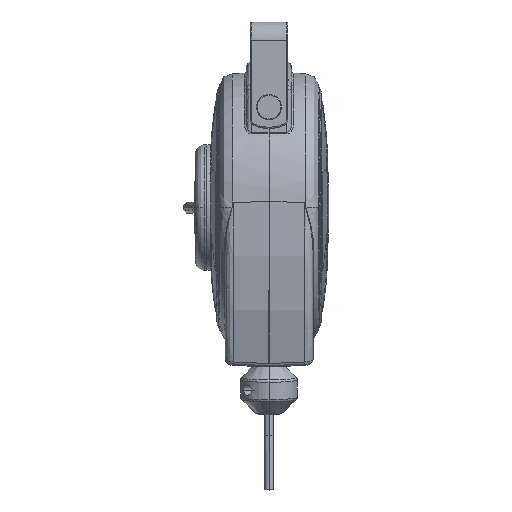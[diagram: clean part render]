
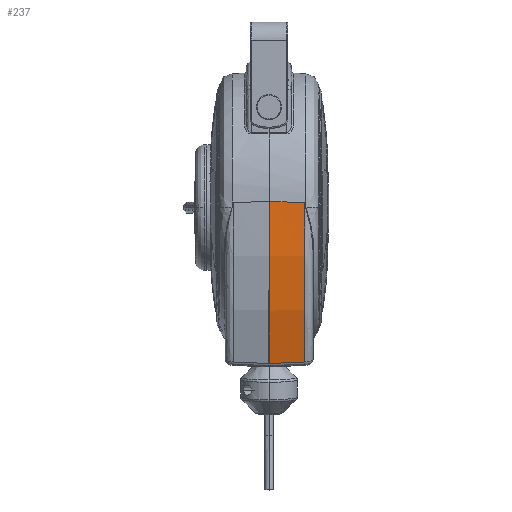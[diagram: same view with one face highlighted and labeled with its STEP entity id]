
A CAD part, top view. The second image highlights one B-rep face of the part: STEP entity #237.
In plain terms, the highlighted free-form (B-spline) face has degree [2, 1] with [9, 2] control points.
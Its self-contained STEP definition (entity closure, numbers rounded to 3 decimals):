
#237=ADVANCED_FACE('',(#713),#7303,.T.);
#713=FACE_OUTER_BOUND('',#1196,.T.);
#1196=EDGE_LOOP('',(#2046,#2047,#2048,#2049,#2050));
#2046=ORIENTED_EDGE('',*,*,#4161,.T.);
#2047=ORIENTED_EDGE('',*,*,#4126,.T.);
#2048=ORIENTED_EDGE('',*,*,#4158,.F.);
#2049=ORIENTED_EDGE('',*,*,#4189,.T.);
#2050=ORIENTED_EDGE('',*,*,#4160,.T.);
#4126=EDGE_CURVE('',#6546,#6522,#5265,.T.);
#4158=EDGE_CURVE('',#6574,#6522,#5279,.T.);
#4160=EDGE_CURVE('',#6576,#6575,#5982,.T.);
#4161=EDGE_CURVE('',#6575,#6546,#5281,.T.);
#4189=EDGE_CURVE('',#6574,#6576,#5990,.T.);
#5265=(
BOUNDED_CURVE()
B_SPLINE_CURVE(3,(#12836,#12837,#12838,#12839),.UNSPECIFIED.,.F.,.F.)
B_SPLINE_CURVE_WITH_KNOTS((4,4),(0.,1.),.UNSPECIFIED.)
CURVE()
GEOMETRIC_REPRESENTATION_ITEM()
RATIONAL_B_SPLINE_CURVE((1.,1.,1.,1.))
REPRESENTATION_ITEM('')
);
#5279=(
BOUNDED_CURVE()
B_SPLINE_CURVE(2,(#12977,#12978,#12979),.UNSPECIFIED.,.F.,.F.)
B_SPLINE_CURVE_WITH_KNOTS((3,3),(0.,128.638),.UNSPECIFIED.)
CURVE()
GEOMETRIC_REPRESENTATION_ITEM()
RATIONAL_B_SPLINE_CURVE((1.,0.984,1.))
REPRESENTATION_ITEM('')
);
#5281=(
BOUNDED_CURVE()
B_SPLINE_CURVE(2,(#12985,#12986,#12987),.UNSPECIFIED.,.F.,.F.)
B_SPLINE_CURVE_WITH_KNOTS((3,3),(-130.81,0.),.UNSPECIFIED.)
CURVE()
GEOMETRIC_REPRESENTATION_ITEM()
RATIONAL_B_SPLINE_CURVE((1.,0.984,1.))
REPRESENTATION_ITEM('')
);
#5982=B_SPLINE_CURVE_WITH_KNOTS('',1,(#12983,#12984),.UNSPECIFIED.,.F.,
 .F.,(2,2),(-1.,0.),.UNSPECIFIED.);
#5990=B_SPLINE_CURVE_WITH_KNOTS('',3,(#13114,#13115,#13116,#13117),
 .UNSPECIFIED.,.F.,.F.,(4,4),(0.,1.),.UNSPECIFIED.);
#6522=VERTEX_POINT('',#11842);
#6546=VERTEX_POINT('',#11866);
#6574=VERTEX_POINT('',#11894);
#6575=VERTEX_POINT('',#11895);
#6576=VERTEX_POINT('',#11896);
#7303=(
BOUNDED_SURFACE()
B_SPLINE_SURFACE(2,1,((#9843,#9844),(#9845,#9846),(#9847,#9848),(#9849,
#9850),(#9851,#9852),(#9853,#9854),(#9855,#9856),(#9857,#9858),(#9859,#9860)),
 .UNSPECIFIED.,.T.,.F.,.F.)
B_SPLINE_SURFACE_WITH_KNOTS((3,2,2,2,3),(2,2),(0.,565.707,1131.415,
1697.122,2262.83),(0.,36.316),.UNSPECIFIED.)
GEOMETRIC_REPRESENTATION_ITEM()
RATIONAL_B_SPLINE_SURFACE(((1.,1.),(0.707,0.707),
(1.,1.),(0.707,0.707),(1.,1.),(0.707,
0.707),(1.,1.),(0.707,0.707),(1.,1.)))
REPRESENTATION_ITEM('')
SURFACE()
);
#9843=CARTESIAN_POINT('',(7.441,-10.836,-565.8));
#9844=CARTESIAN_POINT('',(-28.852,-10.836,-567.067));
#9845=CARTESIAN_POINT('',(7.441,-369.709,-565.8));
#9846=CARTESIAN_POINT('',(-28.852,-370.977,-567.067));
#9847=CARTESIAN_POINT('',(7.441,-369.709,-206.927));
#9848=CARTESIAN_POINT('',(-28.852,-370.977,-206.927));
#9849=CARTESIAN_POINT('',(7.441,-369.709,151.947));
#9850=CARTESIAN_POINT('',(-28.852,-370.977,153.214));
#9851=CARTESIAN_POINT('',(7.441,-10.836,151.947));
#9852=CARTESIAN_POINT('',(-28.852,-10.836,153.214));
#9853=CARTESIAN_POINT('',(7.441,348.037,151.947));
#9854=CARTESIAN_POINT('',(-28.852,349.304,153.214));
#9855=CARTESIAN_POINT('',(7.441,348.037,-206.927));
#9856=CARTESIAN_POINT('',(-28.852,349.304,-206.927));
#9857=CARTESIAN_POINT('',(7.441,348.037,-565.8));
#9858=CARTESIAN_POINT('',(-28.852,349.304,-567.067));
#9859=CARTESIAN_POINT('',(7.441,-10.836,-565.8));
#9860=CARTESIAN_POINT('',(-28.852,-10.836,-567.067));
#11842=CARTESIAN_POINT('',(3.417,-123.095,134.085));
#11866=CARTESIAN_POINT('',(-24.828,-124.323,134.717));
#11894=CARTESIAN_POINT('',(3.417,3.625,151.794));
#11895=CARTESIAN_POINT('',(-24.828,4.512,152.746));
#11896=CARTESIAN_POINT('',(-21.818,4.508,152.641));
#12836=CARTESIAN_POINT('',(-24.828,-124.323,134.717));
#12837=CARTESIAN_POINT('',(-15.413,-123.914,134.507));
#12838=CARTESIAN_POINT('',(-5.998,-123.504,134.296));
#12839=CARTESIAN_POINT('',(3.417,-123.095,134.085));
#12977=CARTESIAN_POINT('',(3.417,3.625,151.794));
#12978=CARTESIAN_POINT('',(3.417,-61.339,154.414));
#12979=CARTESIAN_POINT('',(3.417,-123.095,134.085));
#12983=CARTESIAN_POINT('',(-21.818,4.508,152.641));
#12984=CARTESIAN_POINT('',(-24.828,4.512,152.746));
#12985=CARTESIAN_POINT('',(-24.828,4.512,152.746));
#12986=CARTESIAN_POINT('',(-24.828,-61.561,155.566));
#12987=CARTESIAN_POINT('',(-24.828,-124.323,134.717));
#13114=CARTESIAN_POINT('',(3.417,3.625,151.794));
#13115=CARTESIAN_POINT('',(-4.995,3.918,152.078));
#13116=CARTESIAN_POINT('',(-13.406,4.213,152.36));
#13117=CARTESIAN_POINT('',(-21.818,4.508,152.641));
